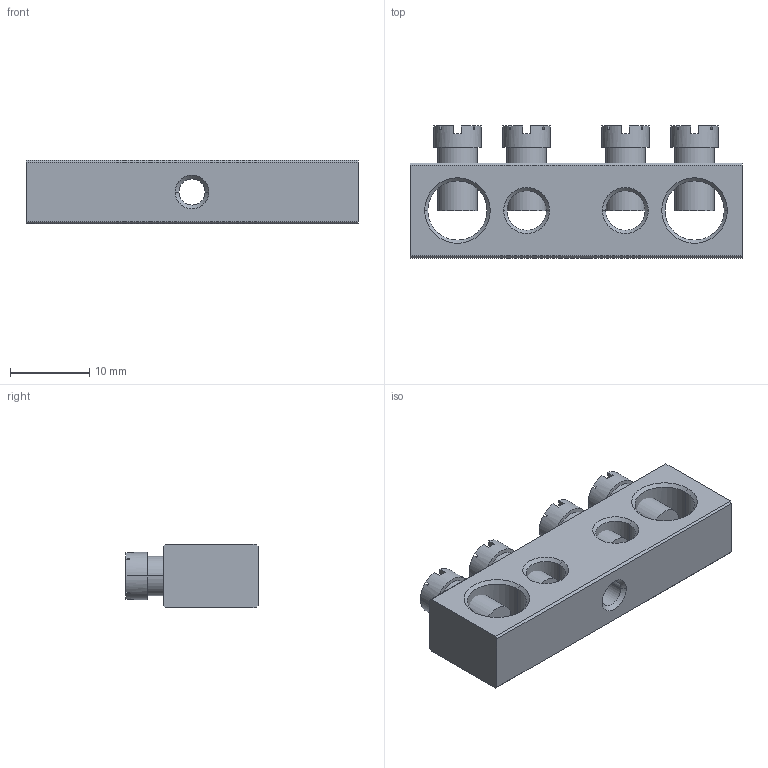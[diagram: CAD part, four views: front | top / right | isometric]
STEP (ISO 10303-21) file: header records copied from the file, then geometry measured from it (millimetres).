
FILE_DESCRIPTION (( 'STEP AP214' ), '1' );
FILE_NAME ('YNN20-04-100 Øèíà PEN çåìëÿ-íîëü 8õ12ìì 4_1 (4ãðóïïû_êðåï ïî öåíòð) ÈÝÊ.STEP', '2016-08-24T13:17:53', ( 'user' ), ( '' ), 'SwSTEP 2.0', 'SolidWorks 2014', '' );
FILE_SCHEMA (( 'AUTOMOTIVE_DESIGN' ));
Length unit declared in the file: millimetre
Products named in the file (3): YNN20-04-100 Øèíà PEN çåìëÿ-íîëü 8õ12ìì 4_1 (4ãðóïïû_êðåï ïî öåíòð) ÈÝÊ; Øèíà ÂõÍ n-1_8å12 4-1; Âèíò_Œ5
Assembly tree (5 placements, depth 2):
  YNN20-04-100 Øèíà PEN çåìëÿ-íîëü 8õ12ìì 4_1 (4ãðóïïû_êðåï ïî öåíòð) ÈÝÊ
    Øèíà ÂõÍ n-1_8å12 4-1
    Âèíò_Œ5  x4
Bounding box: 42 x 16.7 x 8 mm (x, y, z)
Volume: 3582.3 mm3; surface area: 3322.7 mm2
Topology: 5 solids, 5 shells, 216 faces, 566 edges, 364 vertices
Faces by surface type: plane 146, cone 36, cylinder 34
Entity records: 3428 total; most frequent: CARTESIAN_POINT 813, DIRECTION 514, ORIENTED_EDGE 480, EDGE_CURVE 240, AXIS2_PLACEMENT_3D 196, VERTEX_POINT 151, VECTOR 122, LINE 122
